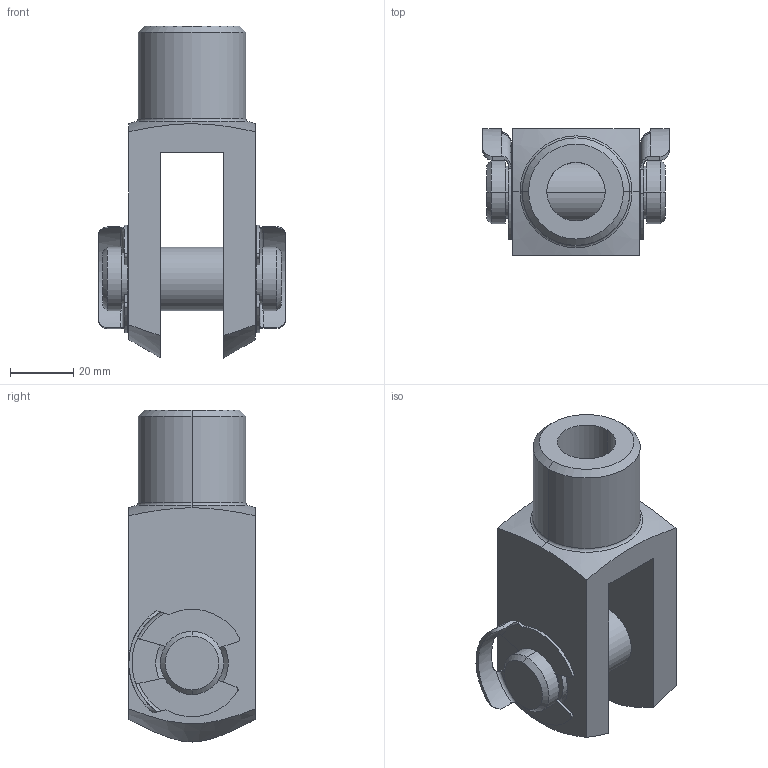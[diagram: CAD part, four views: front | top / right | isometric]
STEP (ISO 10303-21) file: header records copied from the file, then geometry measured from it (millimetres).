
FILE_DESCRIPTION (( 'STEP AP214' ), '1' );
FILE_NAME ('100 ÇB-RC.STEP', '2010-08-10T11:00:50', ( '' ), ( '' ), 'SwSTEP 2.0', 'SolidWorks 2010', '' );
FILE_SCHEMA (( 'AUTOMOTIVE_DESIGN' ));
Length unit declared in the file: millimetre
Products named in the file (4): 100  オ-RC; 100 KLÝPS; 100  荁  P軲輄Varsay齦an; 100  ÇATAL BAÐ. (RC)
Assembly tree (4 placements, depth 2):
  100  オ-RC
    100 KLÝPS  x2
    100  荁  P軲輄Varsay齦an
    100  ÇATAL BAÐ. (RC)
Bounding box: 59 x 40 x 105 mm (x, y, z)
Volume: 91924.1 mm3; surface area: 29278.2 mm2
Topology: 4 solids, 4 shells, 121 faces, 301 edges, 192 vertices
Faces by surface type: cylinder 58, plane 38, cone 15, torus 10
Entity records: 3029 total; most frequent: CARTESIAN_POINT 835, DIRECTION 447, ORIENTED_EDGE 410, EDGE_CURVE 205, AXIS2_PLACEMENT_3D 182, VERTEX_POINT 130, EDGE_LOOP 95, CIRCLE 90
